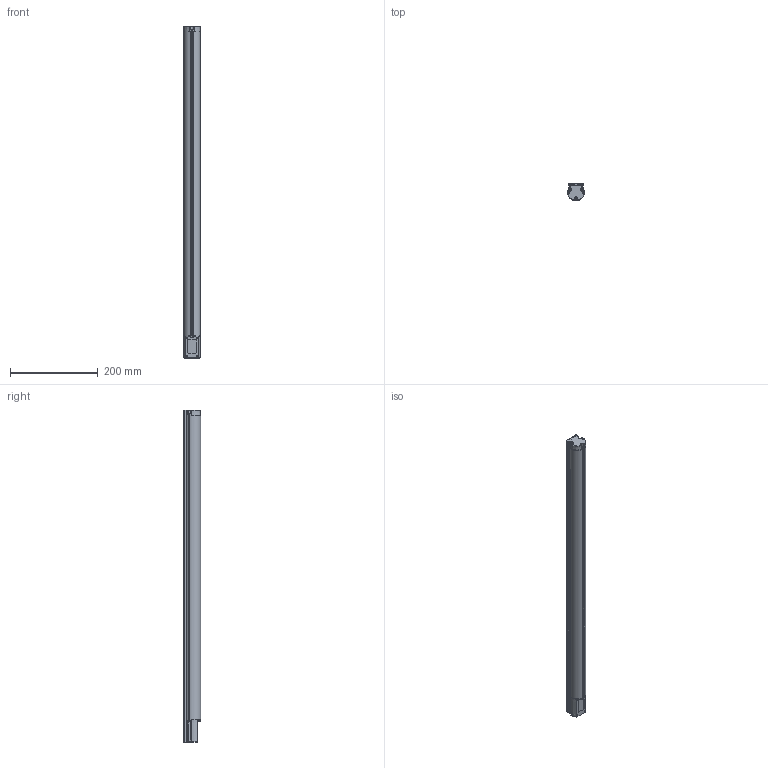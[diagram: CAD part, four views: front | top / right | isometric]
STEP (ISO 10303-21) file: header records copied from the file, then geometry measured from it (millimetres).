
FILE_DESCRIPTION((''),'2;1');
FILE_NAME('240992_SM01_ASM','2024-05-29T08:48:37',('banengservice'),('BANNER ENGINEERING'),'CREO PARAMETRIC BY PTC INC, 2022414','CREO PARAMETRIC BY PTC INC, 2022414','');
FILE_SCHEMA(('CONFIG_CONTROL_DESIGN'));
Length unit declared in the file: millimetre
Products named in the file (2): 240992_EP01; 240992_SM01_ASM
Assembly tree (1 placements, depth 2):
  240992_SM01_ASM
    240992_EP01
Bounding box: 38 x 39.59 x 758.68 mm (x, y, z)
Volume: 837422.3 mm3; surface area: 201618.9 mm2
Topology: 1 solids, 1 shells, 1806 faces, 6214 edges, 4070 vertices
Faces by surface type: cylinder 805, plane 702, bspline 138, cone 121, torus 38, extrusion 2
Entity records: 184498 total; most frequent: CARTESIAN_POINT 134636, ORIENTED_EDGE 12428, DIRECTION 8103, EDGE_CURVE 6214, VERTEX_POINT 4070, VECTOR 2887, LINE 2885, AXIS2_PLACEMENT_3D 2608
